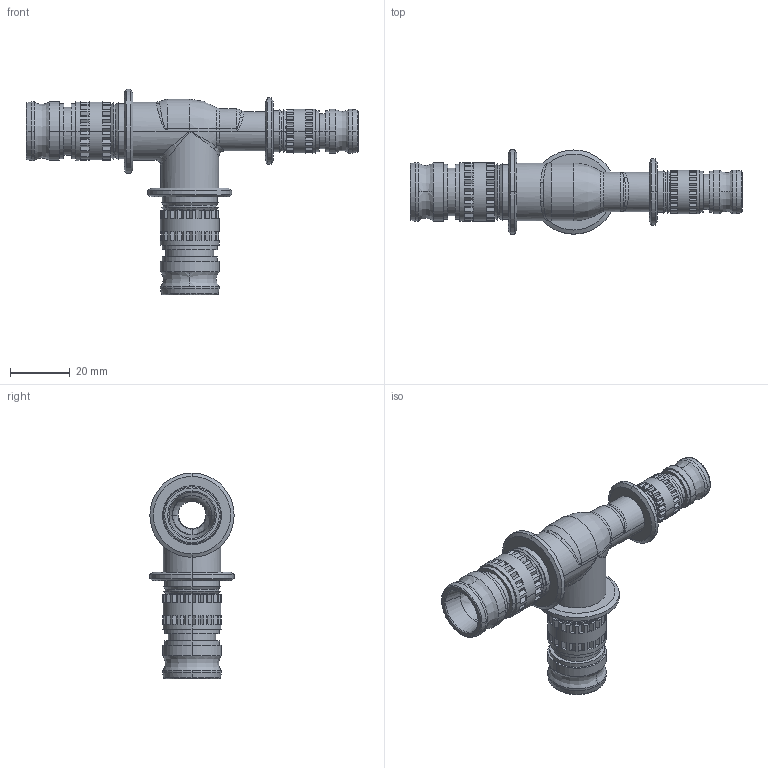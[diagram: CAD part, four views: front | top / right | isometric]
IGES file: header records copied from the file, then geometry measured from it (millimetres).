
Global section: file name: No Iges File Name specified; native system: Autodesk Inventor 2011; preprocessor: AutoDesk Inventor Iges Exporter R2011; author: bruh; date: 20110613.135249; units: millimetre
Bounding box: 111.5 x 28.3 x 69.15 mm (x, y, z)
Volume: 21802.9 mm3; surface area: 17926.5 mm2
Topology: 1 solids, 1 shells, 676 faces, 1601 edges, 995 vertices
Faces by surface type: plane 511, cylinder 74, bspline 36, cone 32, revolution 17, torus 6
